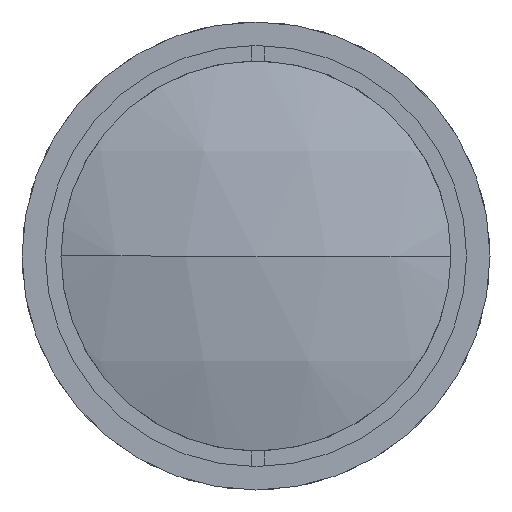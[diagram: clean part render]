
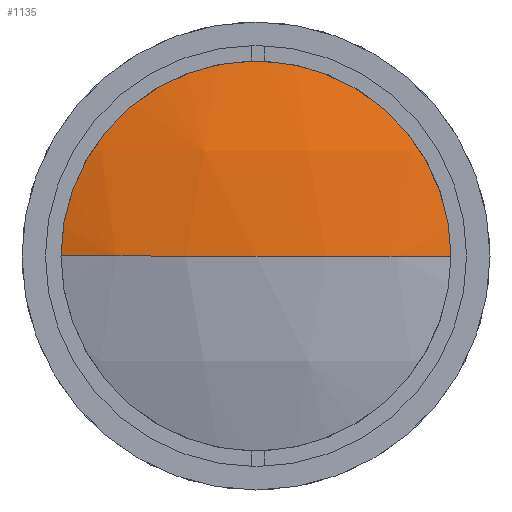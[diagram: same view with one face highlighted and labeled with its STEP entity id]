
A CAD part, left-side view. The second image highlights one B-rep face of the part: STEP entity #1135.
In plain terms, the highlighted spherical face has radius 49.918 mm.
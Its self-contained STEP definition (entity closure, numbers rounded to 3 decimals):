
#32 = CARTESIAN_POINT ( 'NONE',  ( 52.603, 0., 0. ) ) ;
#86 = SPHERICAL_SURFACE ( 'NONE', #284, 49.918 ) ;
#156 = CARTESIAN_POINT ( 'NONE',  ( 5.319, 16., 0. ) ) ;
#213 = DIRECTION ( 'NONE',  ( 0., -1., 0. ) ) ;
#284 = AXIS2_PLACEMENT_3D ( 'NONE', #32, #1110, #213 ) ;
#296 = AXIS2_PLACEMENT_3D ( 'NONE', #1931, #893, #2110 ) ;
#302 = CIRCLE ( 'NONE', #1176, 49.918 ) ;
#405 = VERTEX_POINT ( 'NONE', #2256 ) ;
#457 = CARTESIAN_POINT ( 'NONE',  ( 2.685, 0., 0. ) ) ;
#494 = CARTESIAN_POINT ( 'NONE',  ( 52.603, 0., 0. ) ) ;
#684 = DIRECTION ( 'NONE',  ( -1., 0., 0. ) ) ;
#724 = VERTEX_POINT ( 'NONE', #457 ) ;
#892 = ORIENTED_EDGE ( 'NONE', *, *, #1269, .T. ) ;
#893 = DIRECTION ( 'NONE',  ( -1., 0., 0. ) ) ;
#901 = AXIS2_PLACEMENT_3D ( 'NONE', #904, #2126, #1086 ) ;
#904 = CARTESIAN_POINT ( 'NONE',  ( 52.603, 0., 0. ) ) ;
#986 = EDGE_CURVE ( 'NONE', #405, #724, #302, .T. ) ;
#1030 = VERTEX_POINT ( 'NONE', #156 ) ;
#1086 = DIRECTION ( 'NONE',  ( 0., -1., 0. ) ) ;
#1110 = DIRECTION ( 'NONE',  ( 0., 0., 1. ) ) ;
#1135 = ADVANCED_FACE ( 'NONE', ( #1909 ), #86, .T. ) ;
#1176 = AXIS2_PLACEMENT_3D ( 'NONE', #494, #1729, #684 ) ;
#1269 = EDGE_CURVE ( 'NONE', #1030, #724, #1850, .T. ) ;
#1504 = ORIENTED_EDGE ( 'NONE', *, *, #2205, .T. ) ;
#1646 = ORIENTED_EDGE ( 'NONE', *, *, #986, .F. ) ;
#1657 = CIRCLE ( 'NONE', #296, 16. ) ;
#1729 = DIRECTION ( 'NONE',  ( 0., 0., -1. ) ) ;
#1850 = CIRCLE ( 'NONE', #901, 49.918 ) ;
#1909 = FACE_OUTER_BOUND ( 'NONE', #2227, .T. ) ;
#1931 = CARTESIAN_POINT ( 'NONE',  ( 5.319, 0., 0. ) ) ;
#2110 = DIRECTION ( 'NONE',  ( 0., 0., 1. ) ) ;
#2126 = DIRECTION ( 'NONE',  ( 0., 0., 1. ) ) ;
#2205 = EDGE_CURVE ( 'NONE', #405, #1030, #1657, .T. ) ;
#2227 = EDGE_LOOP ( 'NONE', ( #1504, #892, #1646 ) ) ;
#2256 = CARTESIAN_POINT ( 'NONE',  ( 5.319, -16., 0. ) ) ;
